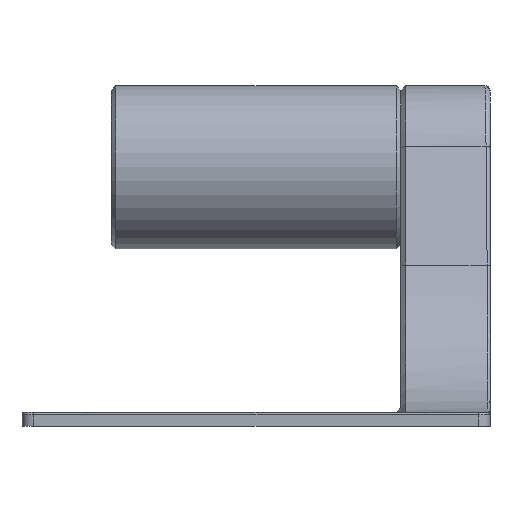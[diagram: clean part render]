
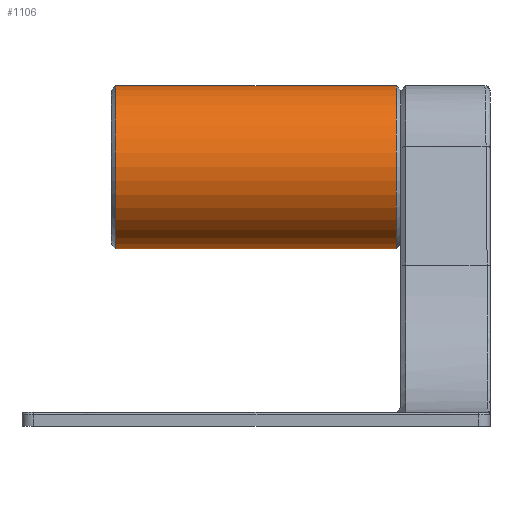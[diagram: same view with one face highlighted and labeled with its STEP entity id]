
A CAD part, front view. The second image highlights one B-rep face of the part: STEP entity #1106.
In plain terms, the highlighted cylindrical face has radius 34.925 mm (diameter 69.85 mm), a full revolution.
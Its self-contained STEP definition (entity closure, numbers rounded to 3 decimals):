
#46=CYLINDRICAL_SURFACE('',#1232,34.925);
#184=FACE_OUTER_BOUND('',#258,.T.);
#258=EDGE_LOOP('',(#1001,#1002,#1003,#1004));
#300=CIRCLE('',#1221,34.925);
#304=CIRCLE('',#1227,34.925);
#379=LINE('',#2589,#450);
#450=VECTOR('',#1502,34.925);
#542=VERTEX_POINT('',#2556);
#547=VERTEX_POINT('',#2579);
#691=EDGE_CURVE('',#542,#542,#300,.T.);
#698=EDGE_CURVE('',#547,#547,#304,.T.);
#703=EDGE_CURVE('',#542,#547,#379,.T.);
#1001=ORIENTED_EDGE('',*,*,#691,.F.);
#1002=ORIENTED_EDGE('',*,*,#703,.T.);
#1003=ORIENTED_EDGE('',*,*,#698,.F.);
#1004=ORIENTED_EDGE('',*,*,#703,.F.);
#1106=ADVANCED_FACE('',(#184),#46,.T.);
#1221=AXIS2_PLACEMENT_3D('',#2558,#1475,#1476);
#1227=AXIS2_PLACEMENT_3D('',#2581,#1489,#1490);
#1232=AXIS2_PLACEMENT_3D('',#2588,#1500,#1501);
#1475=DIRECTION('center_axis',(-1.,0.,0.));
#1476=DIRECTION('ref_axis',(0.,1.,0.));
#1489=DIRECTION('center_axis',(1.,0.,0.));
#1490=DIRECTION('ref_axis',(0.,1.,0.));
#1500=DIRECTION('center_axis',(-1.,0.,0.));
#1501=DIRECTION('ref_axis',(0.,1.,0.));
#1502=DIRECTION('',(1.,0.,0.));
#2556=CARTESIAN_POINT('',(40.1,191.525,105.775));
#2558=CARTESIAN_POINT('Origin',(40.1,226.45,105.775));
#2579=CARTESIAN_POINT('',(159.9,191.525,105.775));
#2581=CARTESIAN_POINT('Origin',(159.9,226.45,105.775));
#2588=CARTESIAN_POINT('Origin',(161.9,226.45,105.775));
#2589=CARTESIAN_POINT('',(161.9,191.525,105.775));
